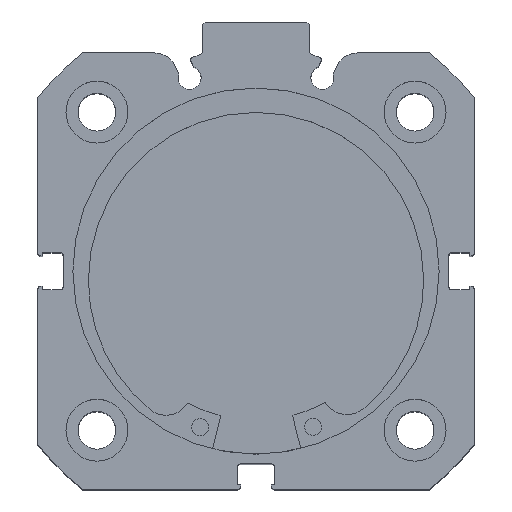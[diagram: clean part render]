
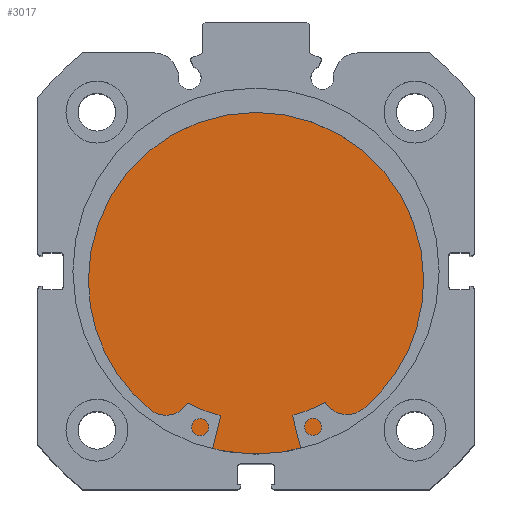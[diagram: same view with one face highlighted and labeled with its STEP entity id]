
A CAD part, top view. The second image highlights one B-rep face of the part: STEP entity #3017.
In plain terms, the highlighted face is planar.
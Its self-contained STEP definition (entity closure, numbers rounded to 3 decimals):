
#328 = DIRECTION ( 'NONE',  ( 0., 0., 1. ) ) ;
#332 = PLANE ( 'NONE',  #3514 ) ;
#352 = DIRECTION ( 'NONE',  ( -1., 0., 0. ) ) ;
#361 = CARTESIAN_POINT ( 'NONE',  ( 9.5, 32.5, 0. ) ) ;
#1163 = CARTESIAN_POINT ( 'NONE',  ( 9.5, 0., 32.5 ) ) ;
#1172 = CARTESIAN_POINT ( 'NONE',  ( 9.5, 0., -32.5 ) ) ;
#2130 = ORIENTED_EDGE ( 'NONE', *, *, #6789, .F. ) ;
#2135 = ORIENTED_EDGE ( 'NONE', *, *, #6803, .F. ) ;
#2663 = EDGE_LOOP ( 'NONE', ( #2130, #2135 ) ) ;
#3017 = ADVANCED_FACE ( 'NONE', ( #3837 ), #332, .F. ) ;
#3514 = AXIS2_PLACEMENT_3D ( 'NONE', #361, #352, #328 ) ;
#3702 = AXIS2_PLACEMENT_3D ( 'NONE', #5655, #5656, #5657 ) ;
#3722 = AXIS2_PLACEMENT_3D ( 'NONE', #5689, #5691, #5692 ) ;
#3837 = FACE_OUTER_BOUND ( 'NONE', #2663, .T. ) ;
#4450 = CIRCLE ( 'NONE', #3702, 32.5 ) ;
#4473 = CIRCLE ( 'NONE', #3722, 32.5 ) ;
#5309 = VERTEX_POINT ( 'NONE', #1163 ) ;
#5317 = VERTEX_POINT ( 'NONE', #1172 ) ;
#5655 = CARTESIAN_POINT ( 'NONE',  ( 9.5, 0., 0. ) ) ;
#5656 = DIRECTION ( 'NONE',  ( -1., 0., 0. ) ) ;
#5657 = DIRECTION ( 'NONE',  ( 0., 0., 1. ) ) ;
#5689 = CARTESIAN_POINT ( 'NONE',  ( 9.5, 0., 0. ) ) ;
#5691 = DIRECTION ( 'NONE',  ( -1., 0., 0. ) ) ;
#5692 = DIRECTION ( 'NONE',  ( 0., 0., 1. ) ) ;
#6789 = EDGE_CURVE ( 'NONE', #5309, #5317, #4450, .T. ) ;
#6803 = EDGE_CURVE ( 'NONE', #5317, #5309, #4473, .T. ) ;
